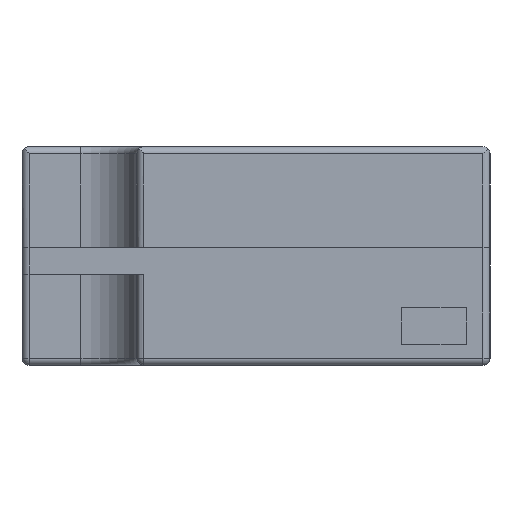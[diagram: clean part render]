
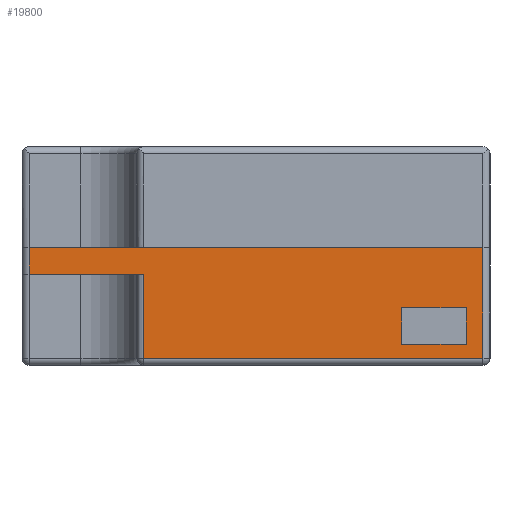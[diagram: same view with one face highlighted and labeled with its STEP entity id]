
A CAD part, left-side view. The second image highlights one B-rep face of the part: STEP entity #19800.
In plain terms, the highlighted planar face has unit normal (-1, 0, 0).
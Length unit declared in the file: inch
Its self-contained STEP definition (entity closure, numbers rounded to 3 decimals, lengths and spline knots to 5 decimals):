
#136 = VECTOR ( 'NONE', #17434, 39.37008 ) ;
#587 = CARTESIAN_POINT ( 'NONE',  ( 0., 0.24016, 0.17717 ) ) ;
#749 = EDGE_LOOP ( 'NONE', ( #8690, #8359, #14424, #9973 ) ) ;
#1079 = VERTEX_POINT ( 'NONE', #8718 ) ;
#1101 = CARTESIAN_POINT ( 'NONE',  ( 0., 0.05906, 0.0748 ) ) ;
#2543 = EDGE_CURVE ( 'NONE', #9433, #3858, #7254, .T. ) ;
#2847 = VERTEX_POINT ( 'NONE', #8380 ) ;
#2872 = VERTEX_POINT ( 'NONE', #3398 ) ;
#3181 = EDGE_CURVE ( 'NONE', #15600, #9433, #20181, .T. ) ;
#3398 = CARTESIAN_POINT ( 'NONE',  ( 0., 0.05906, 0.17717 ) ) ;
#3808 = VERTEX_POINT ( 'NONE', #587 ) ;
#3858 = VERTEX_POINT ( 'NONE', #12309 ) ;
#4166 = EDGE_CURVE ( 'NONE', #2847, #3808, #11579, .T. ) ;
#4191 = VERTEX_POINT ( 'NONE', #17805 ) ;
#4550 = LINE ( 'NONE', #9018, #5109 ) ;
#4680 = CARTESIAN_POINT ( 'NONE',  ( 0., 0.64961, 0. ) ) ;
#4693 = CARTESIAN_POINT ( 'NONE',  ( 0., 0.96457, 0. ) ) ;
#4977 = DIRECTION ( 'NONE',  ( 0., 0., 1. ) ) ;
#5109 = VECTOR ( 'NONE', #9222, 39.37008 ) ;
#5537 = EDGE_CURVE ( 'NONE', #8160, #2847, #14580, .T. ) ;
#5577 = DIRECTION ( 'NONE',  ( 0., 0., 1. ) ) ;
#5777 = ORIENTED_EDGE ( 'NONE', *, *, #19715, .F. ) ;
#6186 = ORIENTED_EDGE ( 'NONE', *, *, #13830, .T. ) ;
#7038 = EDGE_CURVE ( 'NONE', #2872, #8160, #19233, .T. ) ;
#7254 = LINE ( 'NONE', #12151, #13996 ) ;
#7370 = CARTESIAN_POINT ( 'NONE',  ( 0., 0.01181, 0.03543 ) ) ;
#7504 = LINE ( 'NONE', #20244, #15062 ) ;
#8085 = LINE ( 'NONE', #10894, #136 ) ;
#8160 = VERTEX_POINT ( 'NONE', #1101 ) ;
#8359 = ORIENTED_EDGE ( 'NONE', *, *, #5537, .T. ) ;
#8380 = CARTESIAN_POINT ( 'NONE',  ( 0., 0.24016, 0.0748 ) ) ;
#8456 = DIRECTION ( 'NONE',  ( 0., 0., -1. ) ) ;
#8594 = VERTEX_POINT ( 'NONE', #12707 ) ;
#8690 = ORIENTED_EDGE ( 'NONE', *, *, #7038, .T. ) ;
#8718 = CARTESIAN_POINT ( 'NONE',  ( 0., 1.2874, 0.34646 ) ) ;
#9018 = CARTESIAN_POINT ( 'NONE',  ( 0., 0.24016, 0.17717 ) ) ;
#9177 = EDGE_CURVE ( 'NONE', #3808, #2872, #4550, .T. ) ;
#9222 = DIRECTION ( 'NONE',  ( 0., -1., 0. ) ) ;
#9303 = CARTESIAN_POINT ( 'NONE',  ( 0., 0.96457, 0.03543 ) ) ;
#9352 = PLANE ( 'NONE',  #11438 ) ;
#9396 = CARTESIAN_POINT ( 'NONE',  ( 0., 0.64961, 0.03543 ) ) ;
#9433 = VERTEX_POINT ( 'NONE', #7370 ) ;
#9916 = CARTESIAN_POINT ( 'NONE',  ( 0., 0.24016, 0.0748 ) ) ;
#9932 = CARTESIAN_POINT ( 'NONE',  ( 0., 0.05906, 0.0748 ) ) ;
#9973 = ORIENTED_EDGE ( 'NONE', *, *, #9177, .T. ) ;
#10005 = VECTOR ( 'NONE', #14982, 39.37008 ) ;
#10399 = VECTOR ( 'NONE', #8456, 39.37008 ) ;
#10496 = ORIENTED_EDGE ( 'NONE', *, *, #3181, .T. ) ;
#10894 = CARTESIAN_POINT ( 'NONE',  ( 0., 1.29921, 0.27165 ) ) ;
#11075 = DIRECTION ( 'NONE',  ( 0., -1., 0. ) ) ;
#11438 = AXIS2_PLACEMENT_3D ( 'NONE', #4680, #19109, #4977 ) ;
#11579 = LINE ( 'NONE', #9916, #14625 ) ;
#11686 = DIRECTION ( 'NONE',  ( 0., 0., 1. ) ) ;
#12095 = CARTESIAN_POINT ( 'NONE',  ( 0., 1.2874, 0. ) ) ;
#12151 = CARTESIAN_POINT ( 'NONE',  ( 0., 0.01181, 0. ) ) ;
#12309 = CARTESIAN_POINT ( 'NONE',  ( 0., 0.01181, 0.34646 ) ) ;
#12707 = CARTESIAN_POINT ( 'NONE',  ( 0., 1.2874, 0.27165 ) ) ;
#13830 = EDGE_CURVE ( 'NONE', #1079, #8594, #19650, .T. ) ;
#13996 = VECTOR ( 'NONE', #5577, 39.37008 ) ;
#14132 = FACE_OUTER_BOUND ( 'NONE', #16546, .T. ) ;
#14424 = ORIENTED_EDGE ( 'NONE', *, *, #4166, .T. ) ;
#14580 = LINE ( 'NONE', #9932, #20539 ) ;
#14625 = VECTOR ( 'NONE', #11686, 39.37008 ) ;
#14982 = DIRECTION ( 'NONE',  ( 0., 0., -1. ) ) ;
#15062 = VECTOR ( 'NONE', #16831, 39.37008 ) ;
#15600 = VERTEX_POINT ( 'NONE', #9303 ) ;
#16007 = DIRECTION ( 'NONE',  ( 0., 0., -1. ) ) ;
#16033 = CARTESIAN_POINT ( 'NONE',  ( 0., 0.05906, 0.17717 ) ) ;
#16546 = EDGE_LOOP ( 'NONE', ( #20115, #5777, #6186, #20480, #17287, #10496 ) ) ;
#16831 = DIRECTION ( 'NONE',  ( 0., -1., 0. ) ) ;
#17287 = ORIENTED_EDGE ( 'NONE', *, *, #17359, .T. ) ;
#17359 = EDGE_CURVE ( 'NONE', #4191, #15600, #20469, .T. ) ;
#17434 = DIRECTION ( 'NONE',  ( 0., -1., 0. ) ) ;
#17805 = CARTESIAN_POINT ( 'NONE',  ( 0., 0.96457, 0.27165 ) ) ;
#18330 = VECTOR ( 'NONE', #16007, 39.37008 ) ;
#18650 = VECTOR ( 'NONE', #11075, 39.37008 ) ;
#19082 = EDGE_CURVE ( 'NONE', #8594, #4191, #8085, .T. ) ;
#19109 = DIRECTION ( 'NONE',  ( -1., 0., 0. ) ) ;
#19203 = FACE_BOUND ( 'NONE', #749, .T. ) ;
#19233 = LINE ( 'NONE', #16033, #10005 ) ;
#19650 = LINE ( 'NONE', #12095, #10399 ) ;
#19672 = DIRECTION ( 'NONE',  ( 0., 1., 0. ) ) ;
#19715 = EDGE_CURVE ( 'NONE', #1079, #3858, #7504, .T. ) ;
#19800 = ADVANCED_FACE ( 'NONE', ( #19203, #14132 ), #9352, .T. ) ;
#20115 = ORIENTED_EDGE ( 'NONE', *, *, #2543, .T. ) ;
#20181 = LINE ( 'NONE', #9396, #18650 ) ;
#20244 = CARTESIAN_POINT ( 'NONE',  ( 0., 1.29921, 0.34646 ) ) ;
#20469 = LINE ( 'NONE', #4693, #18330 ) ;
#20480 = ORIENTED_EDGE ( 'NONE', *, *, #19082, .T. ) ;
#20539 = VECTOR ( 'NONE', #19672, 39.37008 ) ;
